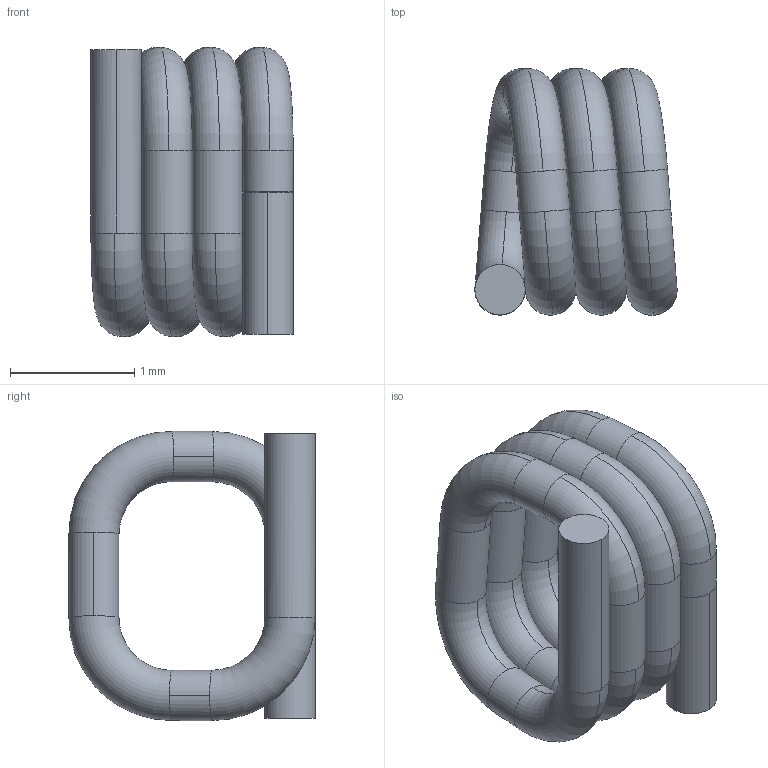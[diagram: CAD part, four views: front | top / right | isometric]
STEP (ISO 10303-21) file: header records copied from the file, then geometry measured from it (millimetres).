
FILE_DESCRIPTION (( 'STEP AP214' ), '1' );
FILE_NAME ('Coilcraft-0908SQ-8N1.STEP', '2014-05-16T09:41:44', ( 'Windows User' ), ( '' ), 'SwSTEP 2.0', 'SolidWorks 2014', '' );
FILE_SCHEMA (( 'AUTOMOTIVE_DESIGN' ));
Length unit declared in the file: millimetre
Products named in the file (1): Coilcraft-0908SQ-8N1
Bounding box: 1.63 x 1.98 x 2.32 mm (x, y, z)
Volume: 2.6 mm3; surface area: 26 mm2
Topology: 2 solids, 2 shells, 56 faces, 164 edges, 112 vertices
Faces by surface type: cylinder 28, torus 24, plane 4
Entity records: 2781 total; most frequent: CARTESIAN_POINT 501, DIRECTION 394, ORIENTED_EDGE 328, AXIS2_PLACEMENT_3D 183, EDGE_CURVE 164, CIRCLE 126, VERTEX_POINT 112, EDGE_LOOP 64
